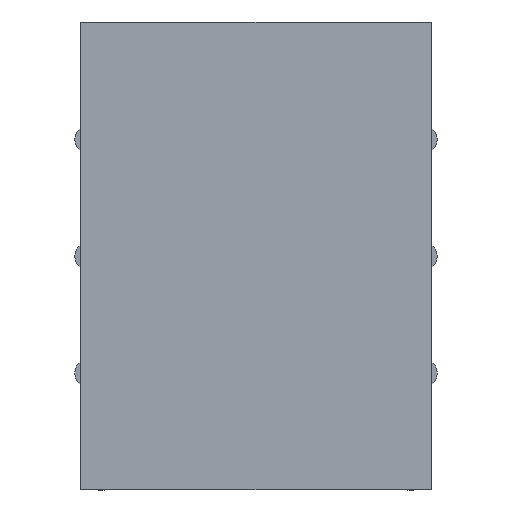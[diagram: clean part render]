
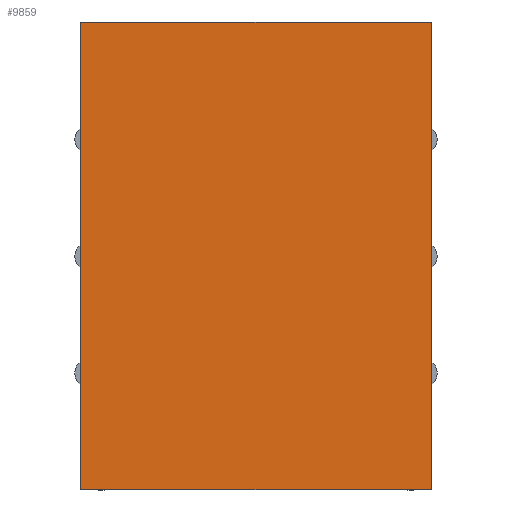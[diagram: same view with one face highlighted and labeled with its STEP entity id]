
A CAD part, top view. The second image highlights one B-rep face of the part: STEP entity #9859.
In plain terms, the highlighted planar face has unit normal (0, 0, 1).
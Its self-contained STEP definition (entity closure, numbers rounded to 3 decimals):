
#789=LINE('',#15669,#1891);
#819=LINE('',#15770,#1921);
#820=LINE('',#15772,#1922);
#821=LINE('',#15773,#1923);
#1891=VECTOR('',#12509,1000.);
#1921=VECTOR('',#12581,1000.);
#1922=VECTOR('',#12584,1000.);
#1923=VECTOR('',#12585,1000.);
#4036=ORIENTED_EDGE('',*,*,#6149,.T.);
#4037=ORIENTED_EDGE('',*,*,#6200,.F.);
#4038=ORIENTED_EDGE('',*,*,#6199,.F.);
#4039=ORIENTED_EDGE('',*,*,#6201,.T.);
#6149=EDGE_CURVE('',#7342,#7340,#789,.T.);
#6199=EDGE_CURVE('',#7391,#7366,#819,.T.);
#6200=EDGE_CURVE('',#7366,#7340,#820,.T.);
#6201=EDGE_CURVE('',#7391,#7342,#821,.T.);
#7340=VERTEX_POINT('',#15667);
#7342=VERTEX_POINT('',#15670);
#7366=VERTEX_POINT('',#15720);
#7391=VERTEX_POINT('',#15769);
#8376=EDGE_LOOP('',(#4036,#4037,#4038,#4039));
#8932=FACE_BOUND('',#8376,.T.);
#9380=PLANE('',#10686);
#9859=ADVANCED_FACE('',(#8932),#9380,.F.);
#10686=AXIS2_PLACEMENT_3D('',#15771,#12582,#12583);
#12509=DIRECTION('',(0.,1.,0.));
#12581=DIRECTION('',(0.,1.,0.));
#12582=DIRECTION('',(0.,0.,-1.));
#12583=DIRECTION('',(0.,1.,0.));
#12584=DIRECTION('',(1.,0.,0.));
#12585=DIRECTION('',(1.,0.,0.));
#15667=CARTESIAN_POINT('',(4.,3.,2.923));
#15669=CARTESIAN_POINT('',(4.,-3.,2.923));
#15670=CARTESIAN_POINT('',(4.,-3.,2.923));
#15720=CARTESIAN_POINT('',(-4.,3.,2.923));
#15769=CARTESIAN_POINT('',(-4.,-3.,2.923));
#15770=CARTESIAN_POINT('',(-4.,-3.,2.923));
#15771=CARTESIAN_POINT('',(-4.,-3.,2.923));
#15772=CARTESIAN_POINT('',(-4.,3.,2.923));
#15773=CARTESIAN_POINT('',(-4.,-3.,2.923));
